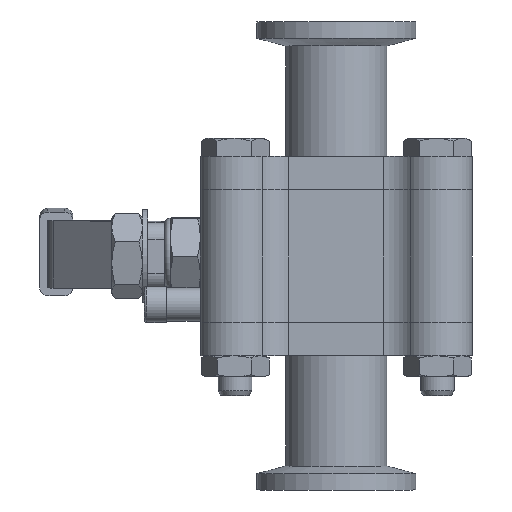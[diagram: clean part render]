
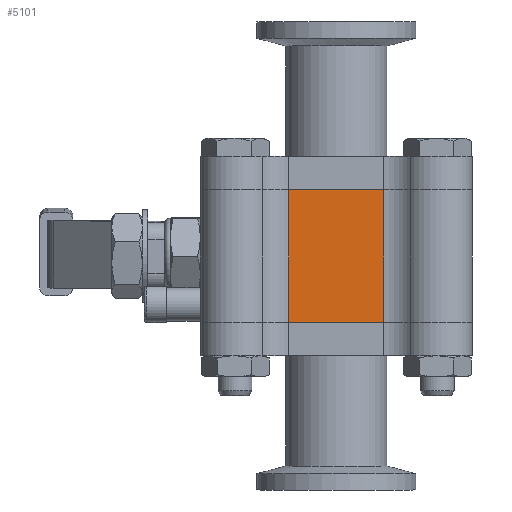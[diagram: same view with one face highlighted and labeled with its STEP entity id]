
A CAD part, left-side view. The second image highlights one B-rep face of the part: STEP entity #5101.
In plain terms, the highlighted planar face has unit normal (-1, 0, 0).
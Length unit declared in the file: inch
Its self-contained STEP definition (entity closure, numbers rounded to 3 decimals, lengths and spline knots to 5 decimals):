
#308=PLANE('',#5503);
#438=LINE('',#7650,#690);
#446=LINE('',#7690,#698);
#447=LINE('',#7692,#699);
#448=LINE('',#7693,#700);
#690=VECTOR('',#6138,0.3937);
#698=VECTOR('',#6186,0.3937);
#699=VECTOR('',#6187,0.3937);
#700=VECTOR('',#6188,0.3937);
#1019=FACE_OUTER_BOUND('',#1336,.T.);
#1336=EDGE_LOOP('',(#3390,#3391,#3392,#3393));
#2036=VERTEX_POINT('',#7647);
#2037=VERTEX_POINT('',#7649);
#2049=VERTEX_POINT('',#7689);
#2050=VERTEX_POINT('',#7691);
#2578=EDGE_CURVE('',#2037,#2036,#438,.T.);
#2596=EDGE_CURVE('',#2049,#2036,#446,.T.);
#2597=EDGE_CURVE('',#2050,#2049,#447,.T.);
#2598=EDGE_CURVE('',#2037,#2050,#448,.T.);
#3390=ORIENTED_EDGE('',*,*,#2596,.F.);
#3391=ORIENTED_EDGE('',*,*,#2597,.F.);
#3392=ORIENTED_EDGE('',*,*,#2598,.F.);
#3393=ORIENTED_EDGE('',*,*,#2578,.T.);
#5101=ADVANCED_FACE('',(#1019),#308,.T.);
#5503=AXIS2_PLACEMENT_3D('',#7688,#6184,#6185);
#6138=DIRECTION('',(0.,0.,-1.));
#6184=DIRECTION('center_axis',(-1.,0.,0.));
#6185=DIRECTION('ref_axis',(0.,0.,1.));
#6186=DIRECTION('',(0.,1.,0.));
#6187=DIRECTION('',(0.,0.,-1.));
#6188=DIRECTION('',(0.,-1.,0.));
#7647=CARTESIAN_POINT('',(-0.818,0.35384,-0.49));
#7649=CARTESIAN_POINT('',(-0.818,0.35384,0.49));
#7650=CARTESIAN_POINT('',(-0.818,0.35384,0.49));
#7688=CARTESIAN_POINT('Origin',(-0.818,0.35384,0.49));
#7689=CARTESIAN_POINT('',(-0.818,-0.35384,-0.49));
#7690=CARTESIAN_POINT('',(-0.818,0.17692,-0.49));
#7691=CARTESIAN_POINT('',(-0.818,-0.35384,0.49));
#7692=CARTESIAN_POINT('',(-0.818,-0.35384,0.49));
#7693=CARTESIAN_POINT('',(-0.818,0.17692,0.49));
